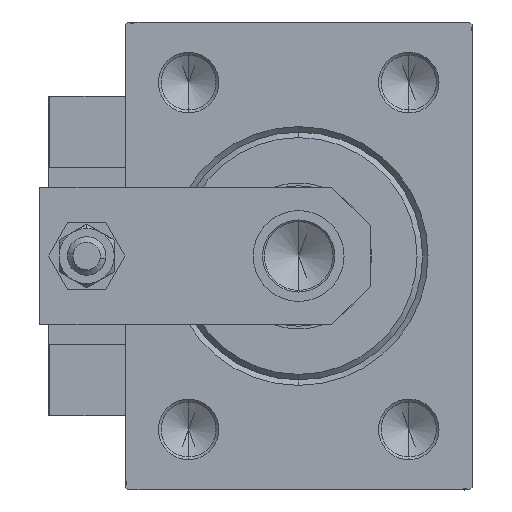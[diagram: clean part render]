
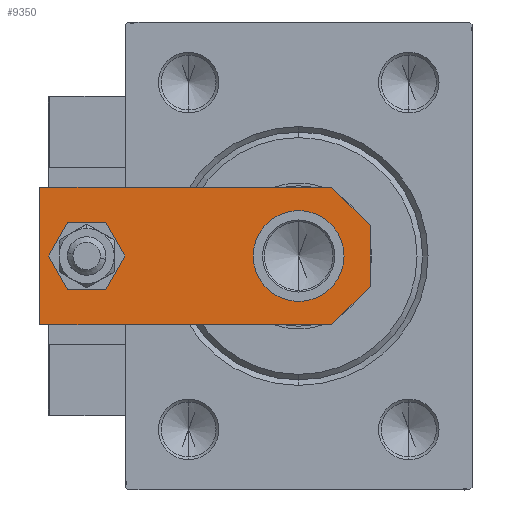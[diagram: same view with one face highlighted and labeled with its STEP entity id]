
A CAD part, left-side view. The second image highlights one B-rep face of the part: STEP entity #9350.
In plain terms, the highlighted face is planar.
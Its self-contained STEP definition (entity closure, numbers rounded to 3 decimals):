
#282 = CIRCLE ( 'NONE', #35397, 8.25 ) ;
#1222 = EDGE_CURVE ( 'NONE', #51705, #3782, #282, .T. ) ;
#3005 = EDGE_CURVE ( 'NONE', #3782, #51705, #11959, .T. ) ;
#3061 = EDGE_CURVE ( 'NONE', #23432, #8785, #47103, .T. ) ;
#3782 = VERTEX_POINT ( 'NONE', #41731 ) ;
#4220 = LINE ( 'NONE', #20431, #17321 ) ;
#4395 = VECTOR ( 'NONE', #27246, 1000. ) ;
#4722 = CARTESIAN_POINT ( 'NONE',  ( 12.5, 7., 6. ) ) ;
#4796 = CIRCLE ( 'NONE', #42374, 4. ) ;
#4999 = LINE ( 'NONE', #16266, #29219 ) ;
#5574 = DIRECTION ( 'NONE',  ( 0., -1., 0. ) ) ;
#6473 = EDGE_CURVE ( 'NONE', #16556, #23432, #41377, .T. ) ;
#7090 = VERTEX_POINT ( 'NONE', #24807 ) ;
#8076 = CARTESIAN_POINT ( 'NONE',  ( -4., 51.5, 6. ) ) ;
#8131 = VERTEX_POINT ( 'NONE', #35482 ) ;
#8612 = CARTESIAN_POINT ( 'NONE',  ( 0., 0., 6. ) ) ;
#8785 = VERTEX_POINT ( 'NONE', #4722 ) ;
#9350 = ADVANCED_FACE ( 'NONE', ( #16476, #28502, #21440 ), #17252, .T. ) ;
#9391 = DIRECTION ( 'NONE',  ( 1., 0., 0. ) ) ;
#9580 = ORIENTED_EDGE ( 'NONE', *, *, #3061, .T. ) ;
#10121 = EDGE_CURVE ( 'NONE', #24316, #16556, #47995, .T. ) ;
#10428 = EDGE_CURVE ( 'NONE', #7090, #39758, #43929, .T. ) ;
#11075 = ORIENTED_EDGE ( 'NONE', *, *, #6473, .T. ) ;
#11283 = CARTESIAN_POINT ( 'NONE',  ( 2.75, -2.75, 6. ) ) ;
#11959 = CIRCLE ( 'NONE', #43680, 8.25 ) ;
#12317 = DIRECTION ( 'NONE',  ( 0., 0., 1. ) ) ;
#12373 = CARTESIAN_POINT ( 'NONE',  ( 0., 51.5, 6. ) ) ;
#13208 = CARTESIAN_POINT ( 'NONE',  ( -2.75, -2.75, 6. ) ) ;
#13661 = ORIENTED_EDGE ( 'NONE', *, *, #3005, .F. ) ;
#14182 = CARTESIAN_POINT ( 'NONE',  ( -12.5, 7., 6. ) ) ;
#16153 = DIRECTION ( 'NONE',  ( 1., 0., 0. ) ) ;
#16217 = EDGE_CURVE ( 'NONE', #39758, #7090, #4796, .T. ) ;
#16266 = CARTESIAN_POINT ( 'NONE',  ( 12.5, 0., 6. ) ) ;
#16476 = FACE_BOUND ( 'NONE', #41626, .T. ) ;
#16552 = DIRECTION ( 'NONE',  ( 0., 0., 1. ) ) ;
#16556 = VERTEX_POINT ( 'NONE', #41979 ) ;
#16871 = EDGE_CURVE ( 'NONE', #48164, #24316, #22317, .T. ) ;
#17252 = PLANE ( 'NONE',  #44714 ) ;
#17321 = VECTOR ( 'NONE', #20182, 1000. ) ;
#17520 = DIRECTION ( 'NONE',  ( 0., 0., 1. ) ) ;
#18376 = ORIENTED_EDGE ( 'NONE', *, *, #35404, .T. ) ;
#19289 = CARTESIAN_POINT ( 'NONE',  ( -12.5, 60., 6. ) ) ;
#20182 = DIRECTION ( 'NONE',  ( -1., 0., 0. ) ) ;
#20431 = CARTESIAN_POINT ( 'NONE',  ( 12.5, 60., 6. ) ) ;
#21402 = DIRECTION ( 'NONE',  ( 1., 0., 0. ) ) ;
#21440 = FACE_BOUND ( 'NONE', #26982, .T. ) ;
#21539 = VECTOR ( 'NONE', #5574, 1000. ) ;
#22043 = CARTESIAN_POINT ( 'NONE',  ( -12.5, 60., 6. ) ) ;
#22317 = LINE ( 'NONE', #22043, #21539 ) ;
#23432 = VERTEX_POINT ( 'NONE', #24955 ) ;
#24316 = VERTEX_POINT ( 'NONE', #14182 ) ;
#24470 = DIRECTION ( 'NONE',  ( 0.707, -0.707, 0. ) ) ;
#24640 = DIRECTION ( 'NONE',  ( 0., 1., 0. ) ) ;
#24807 = CARTESIAN_POINT ( 'NONE',  ( 4., 51.5, 6. ) ) ;
#24955 = CARTESIAN_POINT ( 'NONE',  ( 5.5, 0., 6. ) ) ;
#26424 = AXIS2_PLACEMENT_3D ( 'NONE', #12373, #16552, #32764 ) ;
#26982 = EDGE_LOOP ( 'NONE', ( #45622, #13661 ) ) ;
#27246 = DIRECTION ( 'NONE',  ( 0.707, 0.707, 0. ) ) ;
#28267 = DIRECTION ( 'NONE',  ( 1., 0., 0. ) ) ;
#28502 = FACE_OUTER_BOUND ( 'NONE', #40854, .T. ) ;
#29219 = VECTOR ( 'NONE', #24640, 1000. ) ;
#29609 = DIRECTION ( 'NONE',  ( 1., 0., 0. ) ) ;
#29646 = VECTOR ( 'NONE', #29609, 1000. ) ;
#29910 = ORIENTED_EDGE ( 'NONE', *, *, #44728, .T. ) ;
#32515 = CARTESIAN_POINT ( 'NONE',  ( -12.5, 0., 6. ) ) ;
#32764 = DIRECTION ( 'NONE',  ( 1., 0., 0. ) ) ;
#35208 = ORIENTED_EDGE ( 'NONE', *, *, #10428, .F. ) ;
#35397 = AXIS2_PLACEMENT_3D ( 'NONE', #36531, #36267, #16153 ) ;
#35404 = EDGE_CURVE ( 'NONE', #8131, #48164, #4220, .T. ) ;
#35482 = CARTESIAN_POINT ( 'NONE',  ( 12.5, 60., 6. ) ) ;
#35626 = ORIENTED_EDGE ( 'NONE', *, *, #16217, .F. ) ;
#36267 = DIRECTION ( 'NONE',  ( 0., 0., 1. ) ) ;
#36531 = CARTESIAN_POINT ( 'NONE',  ( 0., 13., 6. ) ) ;
#38461 = CARTESIAN_POINT ( 'NONE',  ( -8.25, 13., 6. ) ) ;
#39758 = VERTEX_POINT ( 'NONE', #8076 ) ;
#40854 = EDGE_LOOP ( 'NONE', ( #46114, #42714, #11075, #9580, #29910, #18376 ) ) ;
#41272 = DIRECTION ( 'NONE',  ( 0., 0., 1. ) ) ;
#41377 = LINE ( 'NONE', #32515, #29646 ) ;
#41626 = EDGE_LOOP ( 'NONE', ( #35626, #35208 ) ) ;
#41731 = CARTESIAN_POINT ( 'NONE',  ( 8.25, 13., 6. ) ) ;
#41979 = CARTESIAN_POINT ( 'NONE',  ( -5.5, 0., 6. ) ) ;
#42374 = AXIS2_PLACEMENT_3D ( 'NONE', #49381, #41272, #21402 ) ;
#42714 = ORIENTED_EDGE ( 'NONE', *, *, #10121, .T. ) ;
#43445 = CARTESIAN_POINT ( 'NONE',  ( 0., 13., 6. ) ) ;
#43680 = AXIS2_PLACEMENT_3D ( 'NONE', #43445, #12317, #28267 ) ;
#43929 = CIRCLE ( 'NONE', #26424, 4. ) ;
#44714 = AXIS2_PLACEMENT_3D ( 'NONE', #8612, #17520, #9391 ) ;
#44728 = EDGE_CURVE ( 'NONE', #8785, #8131, #4999, .T. ) ;
#44794 = VECTOR ( 'NONE', #24470, 1000. ) ;
#45622 = ORIENTED_EDGE ( 'NONE', *, *, #1222, .F. ) ;
#46114 = ORIENTED_EDGE ( 'NONE', *, *, #16871, .T. ) ;
#47103 = LINE ( 'NONE', #11283, #4395 ) ;
#47995 = LINE ( 'NONE', #13208, #44794 ) ;
#48164 = VERTEX_POINT ( 'NONE', #19289 ) ;
#49381 = CARTESIAN_POINT ( 'NONE',  ( 0., 51.5, 6. ) ) ;
#51705 = VERTEX_POINT ( 'NONE', #38461 ) ;
